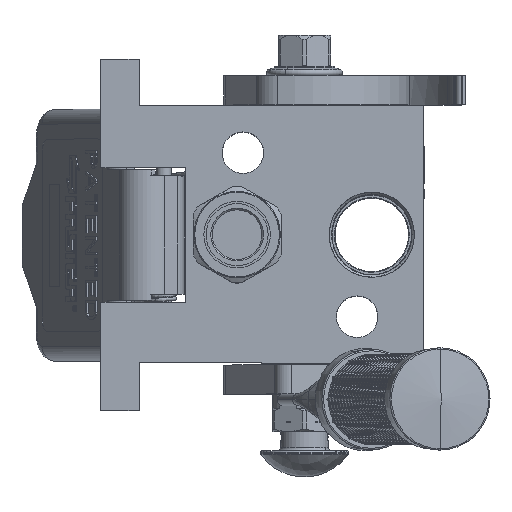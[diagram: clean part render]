
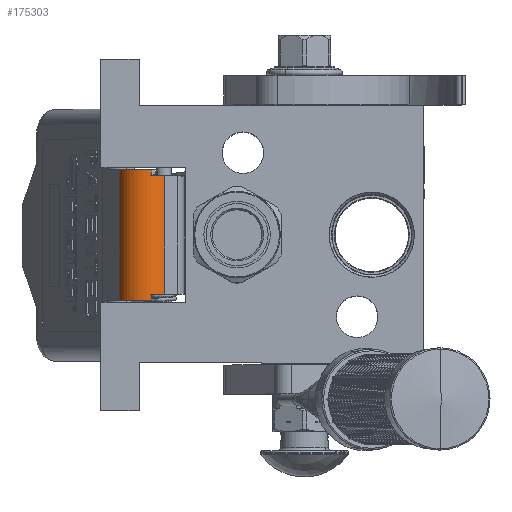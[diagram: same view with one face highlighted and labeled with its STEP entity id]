
A CAD part, top view. The second image highlights one B-rep face of the part: STEP entity #175303.
In plain terms, the highlighted cylindrical face has radius 9.5 mm (diameter 19 mm), a partial arc.
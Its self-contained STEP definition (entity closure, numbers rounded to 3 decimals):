
#1131 = ORIENTED_EDGE ( 'NONE', *, *, #137859, .T. ) ;
#1351 = DIRECTION ( 'NONE',  ( 1., 0., 0. ) ) ;
#3484 = VERTEX_POINT ( 'NONE', #105917 ) ;
#6084 = VERTEX_POINT ( 'NONE', #147755 ) ;
#7232 = ORIENTED_EDGE ( 'NONE', *, *, #11838, .T. ) ;
#8739 = CYLINDRICAL_SURFACE ( 'NONE', #19922, 9.5 ) ;
#10883 = DIRECTION ( 'NONE',  ( 0., -0.385, -0.923 ) ) ;
#11838 = EDGE_CURVE ( 'NONE', #103012, #66335, #149916, .T. ) ;
#14077 = CIRCLE ( 'NONE', #105390, 9.5 ) ;
#14498 = ORIENTED_EDGE ( 'NONE', *, *, #176075, .F. ) ;
#14558 = VECTOR ( 'NONE', #151588, 1000. ) ;
#19922 = AXIS2_PLACEMENT_3D ( 'NONE', #44111, #171274, #27776 ) ;
#27776 = DIRECTION ( 'NONE',  ( 0., -1., 0. ) ) ;
#29062 = CARTESIAN_POINT ( 'NONE',  ( 22.25, 0., -56.881 ) ) ;
#32911 = ORIENTED_EDGE ( 'NONE', *, *, #58942, .T. ) ;
#37258 = CARTESIAN_POINT ( 'NONE',  ( 22.25, 8., -47.5 ) ) ;
#38545 = CARTESIAN_POINT ( 'NONE',  ( 20.25, -1.5, -47.5 ) ) ;
#39141 = VERTEX_POINT ( 'NONE', #37258 ) ;
#41746 = LINE ( 'NONE', #71154, #75680 ) ;
#44111 = CARTESIAN_POINT ( 'NONE',  ( -22.25, -1.5, -47.5 ) ) ;
#45157 = CARTESIAN_POINT ( 'NONE',  ( -22.25, 8., -47.5 ) ) ;
#51559 = VECTOR ( 'NONE', #115103, 1000. ) ;
#52790 = EDGE_CURVE ( 'NONE', #154359, #3484, #14077, .T. ) ;
#53760 = EDGE_LOOP ( 'NONE', ( #67097, #7232, #14498, #32911, #1131, #187103, #186004, #109215 ) ) ;
#56460 = CARTESIAN_POINT ( 'NONE',  ( 22.25, -1.5, -47.5 ) ) ;
#57843 = VERTEX_POINT ( 'NONE', #45157 ) ;
#58942 = EDGE_CURVE ( 'NONE', #6084, #57843, #135719, .T. ) ;
#64435 = CARTESIAN_POINT ( 'NONE',  ( -20.25, -5.154, -56.269 ) ) ;
#65810 = VECTOR ( 'NONE', #172925, 1000. ) ;
#66335 = VERTEX_POINT ( 'NONE', #66506 ) ;
#66506 = CARTESIAN_POINT ( 'NONE',  ( -20.25, 0., -56.881 ) ) ;
#67097 = ORIENTED_EDGE ( 'NONE', *, *, #98849, .F. ) ;
#68953 = AXIS2_PLACEMENT_3D ( 'NONE', #56460, #1351, #102517 ) ;
#71154 = CARTESIAN_POINT ( 'NONE',  ( 20.25, 0., -56.881 ) ) ;
#71781 = CARTESIAN_POINT ( 'NONE',  ( -22.25, 8., -47.5 ) ) ;
#75680 = VECTOR ( 'NONE', #113523, 1000. ) ;
#77004 = EDGE_CURVE ( 'NONE', #3484, #108921, #41746, .T. ) ;
#87747 = EDGE_CURVE ( 'NONE', #108921, #39141, #158275, .T. ) ;
#96673 = DIRECTION ( 'NONE',  ( 0., -0.385, -0.923 ) ) ;
#98849 = EDGE_CURVE ( 'NONE', #103012, #154359, #168461, .T. ) ;
#102517 = DIRECTION ( 'NONE',  ( 0., 0.158, -0.987 ) ) ;
#103012 = VERTEX_POINT ( 'NONE', #174425 ) ;
#103961 = DIRECTION ( 'NONE',  ( 0., 0.158, -0.987 ) ) ;
#105390 = AXIS2_PLACEMENT_3D ( 'NONE', #38545, #140262, #96673 ) ;
#105917 = CARTESIAN_POINT ( 'NONE',  ( 20.25, 0., -56.881 ) ) ;
#108921 = VERTEX_POINT ( 'NONE', #29062 ) ;
#109215 = ORIENTED_EDGE ( 'NONE', *, *, #52790, .F. ) ;
#113523 = DIRECTION ( 'NONE',  ( 1., 0., 0. ) ) ;
#113964 = DIRECTION ( 'NONE',  ( 1., 0., 0. ) ) ;
#115103 = DIRECTION ( 'NONE',  ( 1., 0., 0. ) ) ;
#121692 = FACE_OUTER_BOUND ( 'NONE', #53760, .T. ) ;
#131384 = AXIS2_PLACEMENT_3D ( 'NONE', #131788, #146918, #103961 ) ;
#131788 = CARTESIAN_POINT ( 'NONE',  ( -22.25, -1.5, -47.5 ) ) ;
#135719 = CIRCLE ( 'NONE', #131384, 9.5 ) ;
#137859 = EDGE_CURVE ( 'NONE', #57843, #39141, #181182, .T. ) ;
#140262 = DIRECTION ( 'NONE',  ( 1., 0., 0. ) ) ;
#144312 = AXIS2_PLACEMENT_3D ( 'NONE', #157513, #113964, #10883 ) ;
#146918 = DIRECTION ( 'NONE',  ( 1., 0., 0. ) ) ;
#147755 = CARTESIAN_POINT ( 'NONE',  ( -22.25, 0., -56.881 ) ) ;
#148730 = LINE ( 'NONE', #175122, #51559 ) ;
#149416 = CARTESIAN_POINT ( 'NONE',  ( 20.25, -5.154, -56.269 ) ) ;
#149916 = CIRCLE ( 'NONE', #144312, 9.5 ) ;
#151588 = DIRECTION ( 'NONE',  ( 1., 0., 0. ) ) ;
#154359 = VERTEX_POINT ( 'NONE', #149416 ) ;
#157513 = CARTESIAN_POINT ( 'NONE',  ( -20.25, -1.5, -47.5 ) ) ;
#158275 = CIRCLE ( 'NONE', #68953, 9.5 ) ;
#168461 = LINE ( 'NONE', #64435, #14558 ) ;
#171274 = DIRECTION ( 'NONE',  ( -1., 0., 0. ) ) ;
#172925 = DIRECTION ( 'NONE',  ( 1., 0., 0. ) ) ;
#174425 = CARTESIAN_POINT ( 'NONE',  ( -20.25, -5.154, -56.269 ) ) ;
#175122 = CARTESIAN_POINT ( 'NONE',  ( -22.25, 0., -56.881 ) ) ;
#175303 = ADVANCED_FACE ( 'NONE', ( #121692 ), #8739, .T. ) ;
#176075 = EDGE_CURVE ( 'NONE', #6084, #66335, #148730, .T. ) ;
#181182 = LINE ( 'NONE', #71781, #65810 ) ;
#186004 = ORIENTED_EDGE ( 'NONE', *, *, #77004, .F. ) ;
#187103 = ORIENTED_EDGE ( 'NONE', *, *, #87747, .F. ) ;
